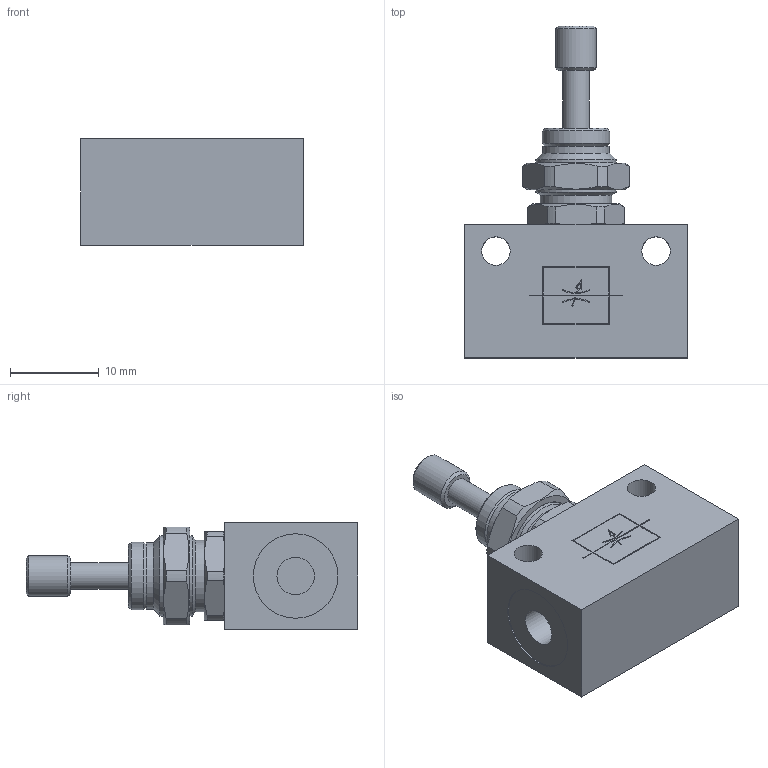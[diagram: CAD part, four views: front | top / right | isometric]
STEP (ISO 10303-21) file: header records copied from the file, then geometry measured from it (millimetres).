
FILE_DESCRIPTION( ( 'STEP AP214' ), '1' );
FILE_NAME( 'psolqas_6080_22.stp', '2020-12-10T08:55:06', ( 'License CC BY-ND 4.0' ), ( 'CADENAS' ), ' ', 'PARTsolutions', ' ' );
FILE_SCHEMA( ( 'AUTOMOTIVE_DESIGN { 1 0 10303 214 1 1 1 1 }' ) );
Length unit declared in the file: metre
Products named in the file (1): NONE
Bounding box: 25 x 37.3 x 12 mm (x, y, z)
Volume: 4993.3 mm3; surface area: 2723.3 mm2
Topology: 1 solids, 3 shells, 121 faces, 330 edges, 228 vertices
Faces by surface type: plane 67, cylinder 39, cone 15
Full cylindrical faces by diameter (mm): 3 x1, 3.2 x2, 4.2 x2, 4.6 x1, 7.5 x1, 7.6 x1, 8 x1, 9 x2, 9.5 x2, 11.5 x1
Entity records: 5105 total; most frequent: CARTESIAN_POINT 1222, ORIENTED_EDGE 598, DIRECTION 558, EDGE_CURVE 299, VERTEX_POINT 224, AXIS2_PLACEMENT_3D 217, EDGE_LOOP 165, FACE_OUTER_BOUND 135
